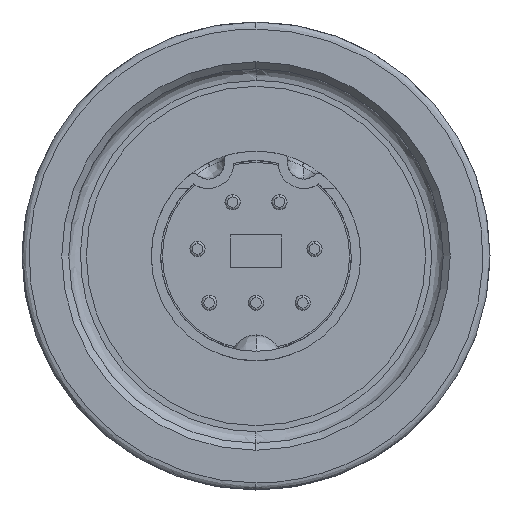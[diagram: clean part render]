
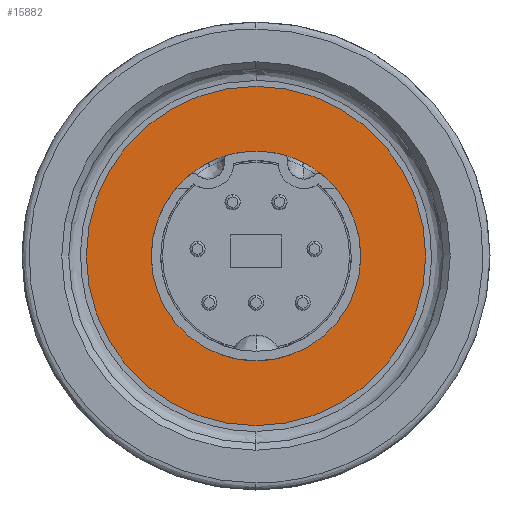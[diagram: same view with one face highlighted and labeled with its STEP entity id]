
A CAD part, left-side view. The second image highlights one B-rep face of the part: STEP entity #15882.
In plain terms, the highlighted planar face has unit normal (-1, 0, 0).
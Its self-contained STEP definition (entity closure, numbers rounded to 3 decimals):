
#246 = FACE_OUTER_BOUND ( 'NONE', #4383, .T. ) ;
#285 = AXIS2_PLACEMENT_3D ( 'NONE', #14416, #15018, #15770 ) ;
#494 = CARTESIAN_POINT ( 'NONE',  ( -19.939, 1.344, 63.45 ) ) ;
#750 = EDGE_CURVE ( 'NONE', #10904, #1984, #9286, .T. ) ;
#1790 = EDGE_CURVE ( 'NONE', #10695, #16168, #6801, .T. ) ;
#1984 = VERTEX_POINT ( 'NONE', #11418 ) ;
#2348 = DIRECTION ( 'NONE',  ( 0., 0., -1. ) ) ;
#2618 = DIRECTION ( 'NONE',  ( 0., 0., 1. ) ) ;
#3191 = FACE_BOUND ( 'NONE', #7431, .T. ) ;
#3206 = CARTESIAN_POINT ( 'NONE',  ( -19.939, 1.344, 70.7 ) ) ;
#4135 = AXIS2_PLACEMENT_3D ( 'NONE', #3206, #12418, #4517 ) ;
#4383 = EDGE_LOOP ( 'NONE', ( #11666, #13330 ) ) ;
#4517 = DIRECTION ( 'NONE',  ( 0., 0., -1. ) ) ;
#5183 = CARTESIAN_POINT ( 'NONE',  ( -19.939, 1.344, 70.7 ) ) ;
#5435 = ORIENTED_EDGE ( 'NONE', *, *, #750, .T. ) ;
#5463 = CARTESIAN_POINT ( 'NONE',  ( -19.939, 1.344, 70.7 ) ) ;
#6783 = DIRECTION ( 'NONE',  ( 0., 0., -1. ) ) ;
#6801 = CIRCLE ( 'NONE', #8807, 7.25 ) ;
#7431 = EDGE_LOOP ( 'NONE', ( #16264, #5435 ) ) ;
#8446 = AXIS2_PLACEMENT_3D ( 'NONE', #5463, #14694, #6783 ) ;
#8561 = EDGE_CURVE ( 'NONE', #16168, #10695, #10565, .T. ) ;
#8807 = AXIS2_PLACEMENT_3D ( 'NONE', #15875, #15857, #2348 ) ;
#9130 = PLANE ( 'NONE',  #11551 ) ;
#9286 = CIRCLE ( 'NONE', #285, 4.475 ) ;
#10464 = DIRECTION ( 'NONE',  ( -1., 0., 0. ) ) ;
#10565 = CIRCLE ( 'NONE', #8446, 7.25 ) ;
#10695 = VERTEX_POINT ( 'NONE', #14492 ) ;
#10904 = VERTEX_POINT ( 'NONE', #14018 ) ;
#11418 = CARTESIAN_POINT ( 'NONE',  ( -19.939, 1.344, 66.225 ) ) ;
#11551 = AXIS2_PLACEMENT_3D ( 'NONE', #5183, #10464, #2618 ) ;
#11666 = ORIENTED_EDGE ( 'NONE', *, *, #8561, .F. ) ;
#12418 = DIRECTION ( 'NONE',  ( 1., 0., 0. ) ) ;
#13330 = ORIENTED_EDGE ( 'NONE', *, *, #1790, .F. ) ;
#13605 = EDGE_CURVE ( 'NONE', #1984, #10904, #15645, .T. ) ;
#14018 = CARTESIAN_POINT ( 'NONE',  ( -19.939, 1.344, 75.175 ) ) ;
#14416 = CARTESIAN_POINT ( 'NONE',  ( -19.939, 1.344, 70.7 ) ) ;
#14492 = CARTESIAN_POINT ( 'NONE',  ( -19.939, 1.344, 77.95 ) ) ;
#14694 = DIRECTION ( 'NONE',  ( 1., 0., 0. ) ) ;
#15018 = DIRECTION ( 'NONE',  ( 1., 0., 0. ) ) ;
#15645 = CIRCLE ( 'NONE', #4135, 4.475 ) ;
#15770 = DIRECTION ( 'NONE',  ( 0., 0., -1. ) ) ;
#15857 = DIRECTION ( 'NONE',  ( 1., 0., 0. ) ) ;
#15875 = CARTESIAN_POINT ( 'NONE',  ( -19.939, 1.344, 70.7 ) ) ;
#15882 = ADVANCED_FACE ( 'NONE', ( #246, #3191 ), #9130, .T. ) ;
#16168 = VERTEX_POINT ( 'NONE', #494 ) ;
#16264 = ORIENTED_EDGE ( 'NONE', *, *, #13605, .T. ) ;
